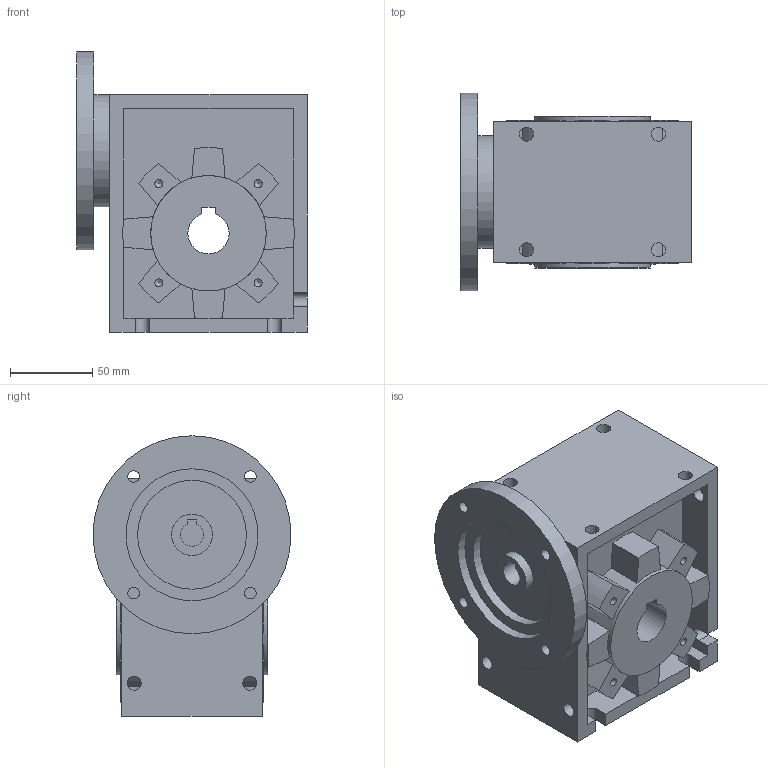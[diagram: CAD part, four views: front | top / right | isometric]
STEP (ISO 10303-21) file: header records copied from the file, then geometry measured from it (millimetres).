
FILE_DESCRIPTION(/* description */ (''),/* implementation_level */ '2;1');
FILE_NAME(/* name */ 'NNDK50 - 80B14.stp',/* time_stamp */ '2021-01-28T14:49:19+01:00',/* author */ ('jvandrunen'),/* organization */ (''),/* preprocessor_version */ 'ST-DEVELOPER v18.1',/* originating_system */ 'Autodesk Inventor 2021',/* authorisation */ '');
FILE_SCHEMA (('AUTOMOTIVE_DESIGN { 1 0 10303 214 3 1 1 }'));
Length unit declared in the file: millimetre
Products named in the file (1): Q100040
Bounding box: 140 x 120 x 170 mm (x, y, z)
Volume: 1255819.2 mm3; surface area: 154236.4 mm2
Topology: 1 solids, 1 shells, 163 faces, 458 edges, 302 vertices
Faces by surface type: plane 104, cylinder 51, cone 8
Full cylindrical faces by diameter (mm): 4.917 x8, 7 x4, 8.5 x8, 25 x1, 66 x1, 68 x1, 70 x2, 80 x1, 120 x1
Entity records: 5331 total; most frequent: DIRECTION 924, CARTESIAN_POINT 916, ORIENTED_EDGE 900, EDGE_CURVE 450, AXIS2_PLACEMENT_3D 310, LINE 304, VECTOR 304, VERTEX_POINT 302
